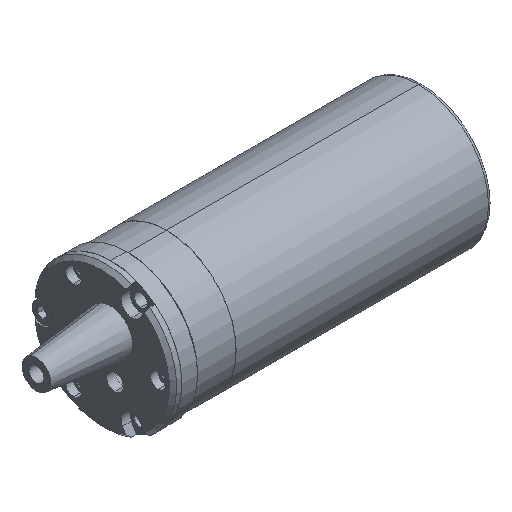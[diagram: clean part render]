
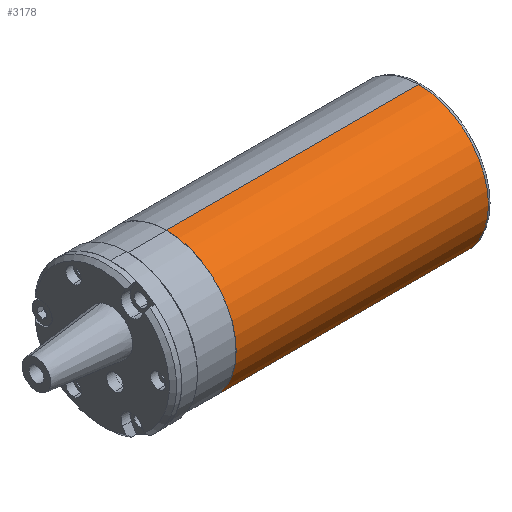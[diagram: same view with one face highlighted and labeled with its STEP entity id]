
A CAD part, isometric view. The second image highlights one B-rep face of the part: STEP entity #3178.
In plain terms, the highlighted cylindrical face has radius 18.85 mm (diameter 37.7 mm), a partial arc.
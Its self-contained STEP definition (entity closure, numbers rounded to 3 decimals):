
#62 = CARTESIAN_POINT ( 'NONE',  ( 61.009, 0., 18.85 ) ) ;
#66 = CARTESIAN_POINT ( 'NONE',  ( 61.009, 0., -18.85 ) ) ;
#97 = CARTESIAN_POINT ( 'NONE',  ( 129.209, 0., 18.85 ) ) ;
#997 = CIRCLE ( 'NONE', #999, 18.85 ) ;
#999 = AXIS2_PLACEMENT_3D ( 'NONE', #1422, #1453, #1473 ) ;
#1002 = CIRCLE ( 'NONE', #1003, 18.85 ) ;
#1003 = AXIS2_PLACEMENT_3D ( 'NONE', #1457, #1458, #1472 ) ;
#1019 = VECTOR ( 'NONE', #1370, 1000. ) ;
#1022 = VECTOR ( 'NONE', #1376, 1000. ) ;
#1370 = DIRECTION ( 'NONE',  ( -1., 0., 0. ) ) ;
#1376 = DIRECTION ( 'NONE',  ( -1., 0., 0. ) ) ;
#1382 = CARTESIAN_POINT ( 'NONE',  ( 0., 0., 18.85 ) ) ;
#1422 = CARTESIAN_POINT ( 'NONE',  ( 129.209, 0., 0. ) ) ;
#1453 = DIRECTION ( 'NONE',  ( -1., 0., 0. ) ) ;
#1457 = CARTESIAN_POINT ( 'NONE',  ( 61.009, 0., 0. ) ) ;
#1458 = DIRECTION ( 'NONE',  ( -1., 0., 0. ) ) ;
#1472 = DIRECTION ( 'NONE',  ( 0., 0., 1. ) ) ;
#1473 = DIRECTION ( 'NONE',  ( 0., 0., 1. ) ) ;
#1480 = CARTESIAN_POINT ( 'NONE',  ( 0., 0., -18.85 ) ) ;
#1547 = DIRECTION ( 'NONE',  ( 0., 0., 1. ) ) ;
#1548 = DIRECTION ( 'NONE',  ( -1., 0., 0. ) ) ;
#1549 = CARTESIAN_POINT ( 'NONE',  ( 0., 0., 0. ) ) ;
#1838 = CARTESIAN_POINT ( 'NONE',  ( 129.209, 0., -18.85 ) ) ;
#1846 = AXIS2_PLACEMENT_3D ( 'NONE', #1549, #1548, #1547 ) ;
#2110 = EDGE_CURVE ( 'NONE', #4243, #4333, #997, .T. ) ;
#2112 = EDGE_CURVE ( 'NONE', #4291, #4287, #1002, .T. ) ;
#2121 = EDGE_CURVE ( 'NONE', #4333, #4287, #4637, .T. ) ;
#2123 = EDGE_CURVE ( 'NONE', #4243, #4291, #4638, .T. ) ;
#2389 = ORIENTED_EDGE ( 'NONE', *, *, #2123, .F. ) ;
#2413 = ORIENTED_EDGE ( 'NONE', *, *, #2110, .T. ) ;
#2441 = EDGE_LOOP ( 'NONE', ( #2389, #2413, #2631, #2600 ) ) ;
#2600 = ORIENTED_EDGE ( 'NONE', *, *, #2112, .F. ) ;
#2631 = ORIENTED_EDGE ( 'NONE', *, *, #2121, .T. ) ;
#3178 = ADVANCED_FACE ( 'NONE', ( #4648 ), #4651, .T. ) ;
#4243 = VERTEX_POINT ( 'NONE', #1838 ) ;
#4287 = VERTEX_POINT ( 'NONE', #62 ) ;
#4291 = VERTEX_POINT ( 'NONE', #66 ) ;
#4333 = VERTEX_POINT ( 'NONE', #97 ) ;
#4637 = LINE ( 'NONE', #1382, #1019 ) ;
#4638 = LINE ( 'NONE', #1480, #1022 ) ;
#4648 = FACE_OUTER_BOUND ( 'NONE', #2441, .T. ) ;
#4651 = CYLINDRICAL_SURFACE ( 'NONE', #1846, 18.85 ) ;
